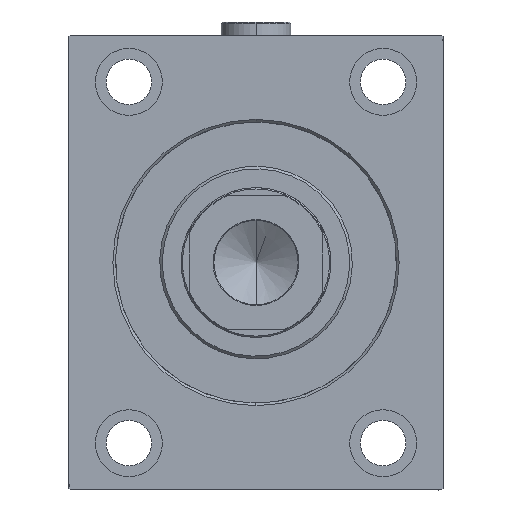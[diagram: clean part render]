
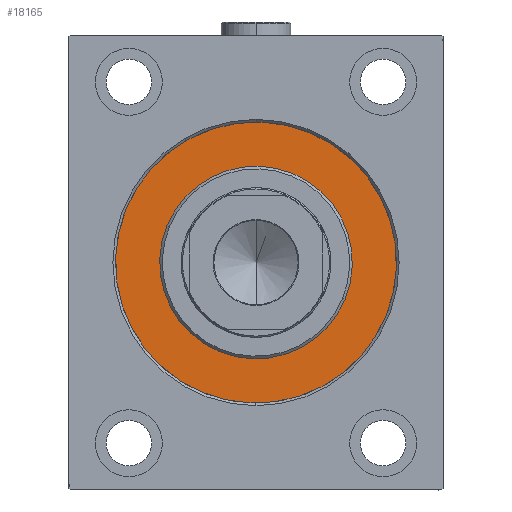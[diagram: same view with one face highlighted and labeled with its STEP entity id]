
A CAD part, left-side view. The second image highlights one B-rep face of the part: STEP entity #18165.
In plain terms, the highlighted face is planar.
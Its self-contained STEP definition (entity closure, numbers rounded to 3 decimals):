
#739 = CARTESIAN_POINT ( 'NONE',  ( 0., 0., 0. ) ) ;
#4046 = CARTESIAN_POINT ( 'NONE',  ( 0., 0., 0. ) ) ;
#4106 = DIRECTION ( 'NONE',  ( 0., 0., 1. ) ) ;
#4296 = EDGE_CURVE ( 'NONE', #20333, #40654, #29614, .T. ) ;
#5057 = DIRECTION ( 'NONE',  ( 1., 0., 0. ) ) ;
#5542 = EDGE_LOOP ( 'NONE', ( #35334, #44016 ) ) ;
#6283 = DIRECTION ( 'NONE',  ( 0., 0., 1. ) ) ;
#6504 = FACE_BOUND ( 'NONE', #5542, .T. ) ;
#6732 = FACE_OUTER_BOUND ( 'NONE', #33535, .T. ) ;
#8131 = DIRECTION ( 'NONE',  ( 0., 0., 1. ) ) ;
#9653 = ORIENTED_EDGE ( 'NONE', *, *, #17996, .F. ) ;
#10133 = AXIS2_PLACEMENT_3D ( 'NONE', #41570, #13125, #6283 ) ;
#12954 = AXIS2_PLACEMENT_3D ( 'NONE', #19775, #30484, #17045 ) ;
#12982 = CARTESIAN_POINT ( 'NONE',  ( 0., 0., -36. ) ) ;
#13125 = DIRECTION ( 'NONE',  ( -1., 0., 0. ) ) ;
#15988 = EDGE_CURVE ( 'NONE', #40654, #20333, #16616, .T. ) ;
#16616 = CIRCLE ( 'NONE', #12954, 36. ) ;
#17045 = DIRECTION ( 'NONE',  ( 0., 0., -1. ) ) ;
#17996 = EDGE_CURVE ( 'NONE', #28977, #43123, #34122, .T. ) ;
#18165 = ADVANCED_FACE ( 'NONE', ( #6504, #6732 ), #44764, .F. ) ;
#19775 = CARTESIAN_POINT ( 'NONE',  ( 0., 0., 0. ) ) ;
#20333 = VERTEX_POINT ( 'NONE', #12982 ) ;
#21866 = EDGE_CURVE ( 'NONE', #43123, #28977, #38582, .T. ) ;
#23789 = AXIS2_PLACEMENT_3D ( 'NONE', #739, #5057, #25355 ) ;
#24773 = AXIS2_PLACEMENT_3D ( 'NONE', #34869, #28498, #4106 ) ;
#25355 = DIRECTION ( 'NONE',  ( 0., 0., -1. ) ) ;
#26847 = AXIS2_PLACEMENT_3D ( 'NONE', #4046, #29098, #8131 ) ;
#28498 = DIRECTION ( 'NONE',  ( -1., 0., 0. ) ) ;
#28977 = VERTEX_POINT ( 'NONE', #37759 ) ;
#29098 = DIRECTION ( 'NONE',  ( -1., 0., 0. ) ) ;
#29614 = CIRCLE ( 'NONE', #23789, 36. ) ;
#30484 = DIRECTION ( 'NONE',  ( 1., 0., 0. ) ) ;
#31337 = CARTESIAN_POINT ( 'NONE',  ( 0., 0., 36. ) ) ;
#33535 = EDGE_LOOP ( 'NONE', ( #41496, #9653 ) ) ;
#34122 = CIRCLE ( 'NONE', #26847, 52.5 ) ;
#34869 = CARTESIAN_POINT ( 'NONE',  ( 0., 0., 0. ) ) ;
#35334 = ORIENTED_EDGE ( 'NONE', *, *, #15988, .F. ) ;
#37759 = CARTESIAN_POINT ( 'NONE',  ( 0., 0., 52.5 ) ) ;
#38582 = CIRCLE ( 'NONE', #24773, 52.5 ) ;
#40239 = CARTESIAN_POINT ( 'NONE',  ( 0., 0., -52.5 ) ) ;
#40654 = VERTEX_POINT ( 'NONE', #31337 ) ;
#41496 = ORIENTED_EDGE ( 'NONE', *, *, #21866, .F. ) ;
#41570 = CARTESIAN_POINT ( 'NONE',  ( 0., 0., 0. ) ) ;
#43123 = VERTEX_POINT ( 'NONE', #40239 ) ;
#44016 = ORIENTED_EDGE ( 'NONE', *, *, #4296, .F. ) ;
#44764 = PLANE ( 'NONE',  #10133 ) ;
